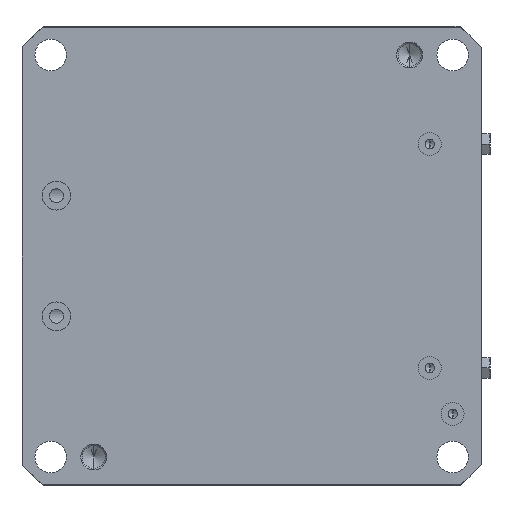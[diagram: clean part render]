
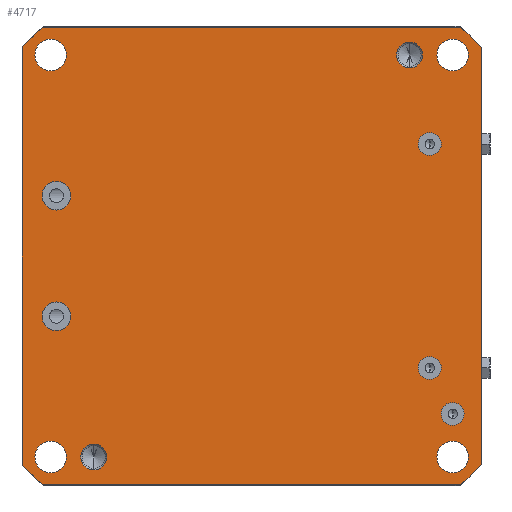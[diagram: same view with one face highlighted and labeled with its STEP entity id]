
A CAD part, front view. The second image highlights one B-rep face of the part: STEP entity #4717.
In plain terms, the highlighted planar face has unit normal (0, -1, 0).
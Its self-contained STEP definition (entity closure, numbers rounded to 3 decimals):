
#395=DIRECTION('',(0.,0.,1.));
#396=VECTOR('',#395,145.107);
#397=CARTESIAN_POINT('',(-80.,0.,-72.553));
#398=LINE('',#397,#396);
#648=CARTESIAN_POINT('',(-72.883,0.,-79.7));
#656=CARTESIAN_POINT('',(72.883,0.,-79.7));
#662=CARTESIAN_POINT('',(0.,0.,0.));
#663=DIRECTION('',(0.,-1.,0.));
#664=DIRECTION('',(0.741,0.,0.672));
#665=AXIS2_PLACEMENT_3D('',#662,#663,#664);
#667=DIRECTION('',(0.,0.,1.));
#668=VECTOR('',#667,145.107);
#669=CARTESIAN_POINT('',(80.,0.,-72.553));
#670=LINE('',#669,#668);
#671=CARTESIAN_POINT('',(0.,0.,0.));
#672=DIRECTION('',(0.,-1.,0.));
#673=DIRECTION('',(0.675,0.,-0.738));
#674=AXIS2_PLACEMENT_3D('',#671,#672,#673);
#676=DIRECTION('',(1.,0.,0.));
#677=VECTOR('',#676,145.766);
#678=CARTESIAN_POINT('',(-72.883,0.,-79.7));
#679=LINE('',#678,#677);
#680=CARTESIAN_POINT('',(0.,0.,0.));
#681=DIRECTION('',(0.,-1.,0.));
#682=DIRECTION('',(-0.741,0.,-0.672));
#683=AXIS2_PLACEMENT_3D('',#680,#681,#682);
#685=CARTESIAN_POINT('',(0.,0.,0.));
#686=DIRECTION('',(0.,-1.,0.));
#687=DIRECTION('',(-0.675,0.,0.738));
#688=AXIS2_PLACEMENT_3D('',#685,#686,#687);
#690=CARTESIAN_POINT('',(-68.,0.,-21.));
#691=DIRECTION('',(0.,1.,0.));
#692=DIRECTION('',(1.,0.,0.));
#693=AXIS2_PLACEMENT_3D('',#690,#691,#692);
#695=CARTESIAN_POINT('',(-68.,0.,-21.));
#696=DIRECTION('',(0.,1.,0.));
#697=DIRECTION('',(-1.,0.,0.));
#698=AXIS2_PLACEMENT_3D('',#695,#696,#697);
#700=CARTESIAN_POINT('',(-68.,0.,21.));
#701=DIRECTION('',(0.,1.,0.));
#702=DIRECTION('',(1.,0.,0.));
#703=AXIS2_PLACEMENT_3D('',#700,#701,#702);
#705=CARTESIAN_POINT('',(-68.,0.,21.));
#706=DIRECTION('',(0.,1.,0.));
#707=DIRECTION('',(-1.,0.,0.));
#708=AXIS2_PLACEMENT_3D('',#705,#706,#707);
#710=CARTESIAN_POINT('',(70.,0.,-55.));
#711=DIRECTION('',(0.,1.,0.));
#712=DIRECTION('',(1.,0.,0.));
#713=AXIS2_PLACEMENT_3D('',#710,#711,#712);
#715=CARTESIAN_POINT('',(70.,0.,-55.));
#716=DIRECTION('',(0.,1.,0.));
#717=DIRECTION('',(-1.,0.,0.));
#718=AXIS2_PLACEMENT_3D('',#715,#716,#717);
#720=CARTESIAN_POINT('',(62.,0.,-39.));
#721=DIRECTION('',(0.,1.,0.));
#722=DIRECTION('',(1.,0.,0.));
#723=AXIS2_PLACEMENT_3D('',#720,#721,#722);
#725=CARTESIAN_POINT('',(62.,0.,-39.));
#726=DIRECTION('',(0.,1.,0.));
#727=DIRECTION('',(-1.,0.,0.));
#728=AXIS2_PLACEMENT_3D('',#725,#726,#727);
#730=CARTESIAN_POINT('',(62.,0.,39.));
#731=DIRECTION('',(0.,1.,0.));
#732=DIRECTION('',(1.,0.,0.));
#733=AXIS2_PLACEMENT_3D('',#730,#731,#732);
#735=CARTESIAN_POINT('',(62.,0.,39.));
#736=DIRECTION('',(0.,1.,0.));
#737=DIRECTION('',(-1.,0.,0.));
#738=AXIS2_PLACEMENT_3D('',#735,#736,#737);
#740=CARTESIAN_POINT('',(-55.,0.,-70.));
#741=DIRECTION('',(0.,1.,0.));
#742=DIRECTION('',(0.,0.,1.));
#743=AXIS2_PLACEMENT_3D('',#740,#741,#742);
#745=CARTESIAN_POINT('',(-55.,0.,-70.));
#746=DIRECTION('',(0.,1.,0.));
#747=DIRECTION('',(0.,0.,-1.));
#748=AXIS2_PLACEMENT_3D('',#745,#746,#747);
#750=CARTESIAN_POINT('',(-70.,0.,-70.));
#751=DIRECTION('',(0.,1.,0.));
#752=DIRECTION('',(0.,0.,1.));
#753=AXIS2_PLACEMENT_3D('',#750,#751,#752);
#755=CARTESIAN_POINT('',(-70.,0.,-70.));
#756=DIRECTION('',(0.,1.,0.));
#757=DIRECTION('',(0.,0.,-1.));
#758=AXIS2_PLACEMENT_3D('',#755,#756,#757);
#760=CARTESIAN_POINT('',(70.,0.,-70.));
#761=DIRECTION('',(0.,1.,0.));
#762=DIRECTION('',(0.,0.,1.));
#763=AXIS2_PLACEMENT_3D('',#760,#761,#762);
#765=CARTESIAN_POINT('',(70.,0.,-70.));
#766=DIRECTION('',(0.,1.,0.));
#767=DIRECTION('',(0.,0.,-1.));
#768=AXIS2_PLACEMENT_3D('',#765,#766,#767);
#770=CARTESIAN_POINT('',(-70.,0.,70.));
#771=DIRECTION('',(0.,1.,0.));
#772=DIRECTION('',(0.,0.,1.));
#773=AXIS2_PLACEMENT_3D('',#770,#771,#772);
#775=CARTESIAN_POINT('',(-70.,0.,70.));
#776=DIRECTION('',(0.,1.,0.));
#777=DIRECTION('',(0.,0.,-1.));
#778=AXIS2_PLACEMENT_3D('',#775,#776,#777);
#780=CARTESIAN_POINT('',(70.,0.,70.));
#781=DIRECTION('',(0.,1.,0.));
#782=DIRECTION('',(0.,0.,1.));
#783=AXIS2_PLACEMENT_3D('',#780,#781,#782);
#785=CARTESIAN_POINT('',(70.,0.,70.));
#786=DIRECTION('',(0.,1.,0.));
#787=DIRECTION('',(0.,0.,-1.));
#788=AXIS2_PLACEMENT_3D('',#785,#786,#787);
#790=CARTESIAN_POINT('',(55.,0.,70.));
#791=DIRECTION('',(0.,1.,0.));
#792=DIRECTION('',(0.,0.,1.));
#793=AXIS2_PLACEMENT_3D('',#790,#791,#792);
#795=CARTESIAN_POINT('',(55.,0.,70.));
#796=DIRECTION('',(0.,1.,0.));
#797=DIRECTION('',(0.,0.,-1.));
#798=AXIS2_PLACEMENT_3D('',#795,#796,#797);
#808=CARTESIAN_POINT('',(72.883,0.,79.7));
#813=DIRECTION('',(1.,0.,0.));
#814=VECTOR('',#813,145.766);
#815=CARTESIAN_POINT('',(-72.883,0.,79.7));
#816=LINE('',#815,#814);
#820=CARTESIAN_POINT('',(-72.883,0.,79.7));
#3293=VERTEX_POINT('',#648);
#3294=VERTEX_POINT('',#656);
#3295=VERTEX_POINT('',#808);
#3299=VERTEX_POINT('',#820);
#3311=CARTESIAN_POINT('',(80.,0.,72.553));
#3312=VERTEX_POINT('',#3311);
#3313=CARTESIAN_POINT('',(-80.,0.,72.553));
#3314=VERTEX_POINT('',#3313);
#3315=CARTESIAN_POINT('',(80.,0.,-72.553));
#3316=VERTEX_POINT('',#3315);
#3317=CARTESIAN_POINT('',(-80.,0.,-72.553));
#3318=VERTEX_POINT('',#3317);
#3608=CARTESIAN_POINT('',(-70.,0.,-64.5));
#3610=VERTEX_POINT('',#3608);
#3614=CARTESIAN_POINT('',(-70.,0.,-75.5));
#3615=VERTEX_POINT('',#3614);
#3616=CARTESIAN_POINT('',(70.,0.,-64.5));
#3618=VERTEX_POINT('',#3616);
#3622=CARTESIAN_POINT('',(70.,0.,-75.5));
#3623=VERTEX_POINT('',#3622);
#3624=CARTESIAN_POINT('',(-70.,0.,75.5));
#3626=VERTEX_POINT('',#3624);
#3630=CARTESIAN_POINT('',(-70.,0.,64.5));
#3631=VERTEX_POINT('',#3630);
#3632=CARTESIAN_POINT('',(70.,0.,75.5));
#3634=VERTEX_POINT('',#3632);
#3638=CARTESIAN_POINT('',(70.,0.,64.5));
#3639=VERTEX_POINT('',#3638);
#3650=CARTESIAN_POINT('',(55.,0.,65.5));
#3651=VERTEX_POINT('',#3650);
#3652=CARTESIAN_POINT('',(55.,0.,74.5));
#3653=VERTEX_POINT('',#3652);
#3664=CARTESIAN_POINT('',(-55.,0.,-74.5));
#3665=VERTEX_POINT('',#3664);
#3666=CARTESIAN_POINT('',(-55.,0.,-65.5));
#3667=VERTEX_POINT('',#3666);
#3812=CARTESIAN_POINT('',(58.,0.,39.));
#3814=VERTEX_POINT('',#3812);
#3816=CARTESIAN_POINT('',(66.,0.,39.));
#3817=VERTEX_POINT('',#3816);
#3820=CARTESIAN_POINT('',(58.,0.,-39.));
#3822=VERTEX_POINT('',#3820);
#3824=CARTESIAN_POINT('',(66.,0.,-39.));
#3825=VERTEX_POINT('',#3824);
#3828=CARTESIAN_POINT('',(66.,0.,-55.));
#3830=VERTEX_POINT('',#3828);
#3832=CARTESIAN_POINT('',(74.,0.,-55.));
#3833=VERTEX_POINT('',#3832);
#3836=CARTESIAN_POINT('',(-73.,0.,21.));
#3838=VERTEX_POINT('',#3836);
#3840=CARTESIAN_POINT('',(-63.,0.,21.));
#3841=VERTEX_POINT('',#3840);
#3844=CARTESIAN_POINT('',(-73.,0.,-21.));
#3846=VERTEX_POINT('',#3844);
#3848=CARTESIAN_POINT('',(-63.,0.,-21.));
#3849=VERTEX_POINT('',#3848);
#4633=CARTESIAN_POINT('',(80.,0.,-79.7));
#4634=DIRECTION('',(0.,1.,0.));
#4635=DIRECTION('',(0.,0.,1.));
#4636=AXIS2_PLACEMENT_3D('',#4633,#4634,#4635);
#4637=PLANE('',#4636);
#4639=ORIENTED_EDGE('',*,*,#4638,.F.);
#4640=ORIENTED_EDGE('',*,*,#4446,.F.);
#4641=ORIENTED_EDGE('',*,*,#4613,.F.);
#4642=ORIENTED_EDGE('',*,*,#4626,.F.);
#4643=ORIENTED_EDGE('',*,*,#4309,.F.);
#4644=ORIENTED_EDGE('',*,*,#4382,.T.);
#4646=ORIENTED_EDGE('',*,*,#4645,.F.);
#4648=ORIENTED_EDGE('',*,*,#4647,.T.);
#4649=EDGE_LOOP('',(#4639,#4640,#4641,#4642,#4643,#4644,#4646,#4648));
#4650=FACE_OUTER_BOUND('',#4649,.F.);
#4652=ORIENTED_EDGE('',*,*,#4651,.F.);
#4654=ORIENTED_EDGE('',*,*,#4653,.F.);
#4655=EDGE_LOOP('',(#4652,#4654));
#4656=FACE_BOUND('',#4655,.F.);
#4658=ORIENTED_EDGE('',*,*,#4657,.F.);
#4660=ORIENTED_EDGE('',*,*,#4659,.F.);
#4661=EDGE_LOOP('',(#4658,#4660));
#4662=FACE_BOUND('',#4661,.F.);
#4664=ORIENTED_EDGE('',*,*,#4663,.F.);
#4666=ORIENTED_EDGE('',*,*,#4665,.F.);
#4667=EDGE_LOOP('',(#4664,#4666));
#4668=FACE_BOUND('',#4667,.F.);
#4670=ORIENTED_EDGE('',*,*,#4669,.F.);
#4672=ORIENTED_EDGE('',*,*,#4671,.F.);
#4673=EDGE_LOOP('',(#4670,#4672));
#4674=FACE_BOUND('',#4673,.F.);
#4676=ORIENTED_EDGE('',*,*,#4675,.F.);
#4678=ORIENTED_EDGE('',*,*,#4677,.F.);
#4679=EDGE_LOOP('',(#4676,#4678));
#4680=FACE_BOUND('',#4679,.F.);
#4682=ORIENTED_EDGE('',*,*,#4681,.F.);
#4684=ORIENTED_EDGE('',*,*,#4683,.F.);
#4685=EDGE_LOOP('',(#4682,#4684));
#4686=FACE_BOUND('',#4685,.F.);
#4688=ORIENTED_EDGE('',*,*,#4687,.F.);
#4690=ORIENTED_EDGE('',*,*,#4689,.F.);
#4691=EDGE_LOOP('',(#4688,#4690));
#4692=FACE_BOUND('',#4691,.F.);
#4694=ORIENTED_EDGE('',*,*,#4693,.F.);
#4696=ORIENTED_EDGE('',*,*,#4695,.F.);
#4697=EDGE_LOOP('',(#4694,#4696));
#4698=FACE_BOUND('',#4697,.F.);
#4700=ORIENTED_EDGE('',*,*,#4699,.F.);
#4702=ORIENTED_EDGE('',*,*,#4701,.F.);
#4703=EDGE_LOOP('',(#4700,#4702));
#4704=FACE_BOUND('',#4703,.F.);
#4706=ORIENTED_EDGE('',*,*,#4705,.F.);
#4708=ORIENTED_EDGE('',*,*,#4707,.F.);
#4709=EDGE_LOOP('',(#4706,#4708));
#4710=FACE_BOUND('',#4709,.F.);
#4712=ORIENTED_EDGE('',*,*,#4711,.F.);
#4714=ORIENTED_EDGE('',*,*,#4713,.F.);
#4715=EDGE_LOOP('',(#4712,#4714));
#4716=FACE_BOUND('',#4715,.F.);
#666=CIRCLE('',#665,108.);
#675=CIRCLE('',#674,108.);
#684=CIRCLE('',#683,108.);
#689=CIRCLE('',#688,108.);
#694=CIRCLE('',#693,5.);
#699=CIRCLE('',#698,5.);
#704=CIRCLE('',#703,5.);
#709=CIRCLE('',#708,5.);
#714=CIRCLE('',#713,4.);
#719=CIRCLE('',#718,4.);
#724=CIRCLE('',#723,4.);
#729=CIRCLE('',#728,4.);
#734=CIRCLE('',#733,4.);
#739=CIRCLE('',#738,4.);
#744=CIRCLE('',#743,4.5);
#749=CIRCLE('',#748,4.5);
#754=CIRCLE('',#753,5.5);
#759=CIRCLE('',#758,5.5);
#764=CIRCLE('',#763,5.5);
#769=CIRCLE('',#768,5.5);
#774=CIRCLE('',#773,5.5);
#779=CIRCLE('',#778,5.5);
#784=CIRCLE('',#783,5.5);
#789=CIRCLE('',#788,5.5);
#794=CIRCLE('',#793,4.5);
#799=CIRCLE('',#798,4.5);
#4309=EDGE_CURVE('',#3318,#3293,#684,.T.);
#4382=EDGE_CURVE('',#3318,#3314,#398,.T.);
#4446=EDGE_CURVE('',#3316,#3312,#670,.T.);
#4613=EDGE_CURVE('',#3294,#3316,#675,.T.);
#4626=EDGE_CURVE('',#3293,#3294,#679,.T.);
#4638=EDGE_CURVE('',#3312,#3295,#666,.T.);
#4645=EDGE_CURVE('',#3299,#3314,#689,.T.);
#4647=EDGE_CURVE('',#3299,#3295,#816,.T.);
#4651=EDGE_CURVE('',#3849,#3846,#694,.T.);
#4653=EDGE_CURVE('',#3846,#3849,#699,.T.);
#4657=EDGE_CURVE('',#3841,#3838,#704,.T.);
#4659=EDGE_CURVE('',#3838,#3841,#709,.T.);
#4663=EDGE_CURVE('',#3833,#3830,#714,.T.);
#4665=EDGE_CURVE('',#3830,#3833,#719,.T.);
#4669=EDGE_CURVE('',#3825,#3822,#724,.T.);
#4671=EDGE_CURVE('',#3822,#3825,#729,.T.);
#4675=EDGE_CURVE('',#3817,#3814,#734,.T.);
#4677=EDGE_CURVE('',#3814,#3817,#739,.T.);
#4681=EDGE_CURVE('',#3667,#3665,#744,.T.);
#4683=EDGE_CURVE('',#3665,#3667,#749,.T.);
#4687=EDGE_CURVE('',#3610,#3615,#754,.T.);
#4689=EDGE_CURVE('',#3615,#3610,#759,.T.);
#4693=EDGE_CURVE('',#3618,#3623,#764,.T.);
#4695=EDGE_CURVE('',#3623,#3618,#769,.T.);
#4699=EDGE_CURVE('',#3626,#3631,#774,.T.);
#4701=EDGE_CURVE('',#3631,#3626,#779,.T.);
#4705=EDGE_CURVE('',#3634,#3639,#784,.T.);
#4707=EDGE_CURVE('',#3639,#3634,#789,.T.);
#4711=EDGE_CURVE('',#3653,#3651,#794,.T.);
#4713=EDGE_CURVE('',#3651,#3653,#799,.T.);
#4717=ADVANCED_FACE('',(#4650,#4656,#4662,#4668,#4674,#4680,#4686,#4692,#4698,
#4704,#4710,#4716),#4637,.F.);
